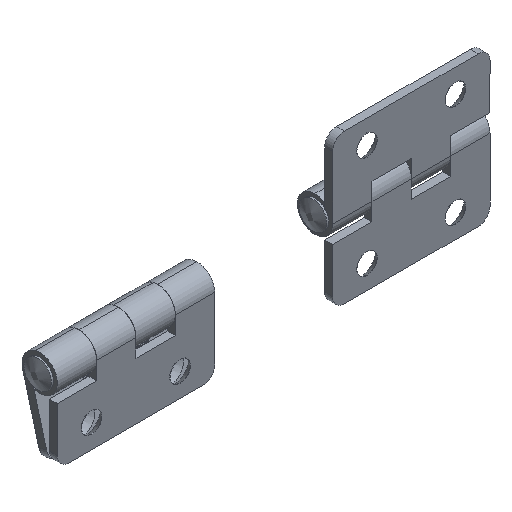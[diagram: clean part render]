
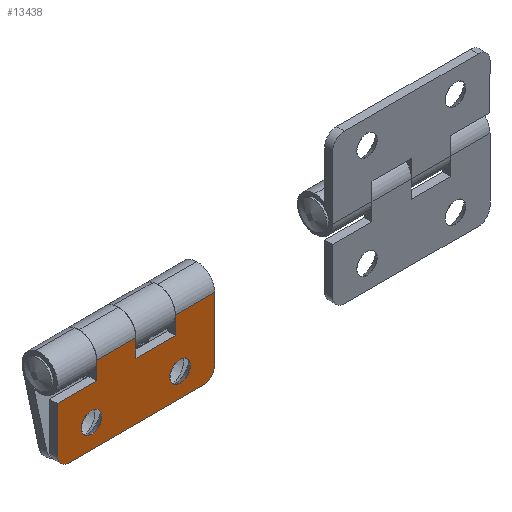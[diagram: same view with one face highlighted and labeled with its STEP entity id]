
A CAD part, isometric view. The second image highlights one B-rep face of the part: STEP entity #13438.
In plain terms, the highlighted planar face has unit normal (0, -1, 0).
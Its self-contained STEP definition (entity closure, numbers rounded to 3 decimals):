
#86 = ORIENTED_EDGE ( 'NONE', *, *, #12020, .T. ) ;
#95 = EDGE_CURVE ( 'NONE', #5482, #2685, #10054, .T. ) ;
#145 = VECTOR ( 'NONE', #1636, 1000. ) ;
#178 = CARTESIAN_POINT ( 'NONE',  ( 20., -4.5, 0. ) ) ;
#287 = LINE ( 'NONE', #731, #9912 ) ;
#576 = LINE ( 'NONE', #4993, #5699 ) ;
#731 = CARTESIAN_POINT ( 'NONE',  ( -20., -4.5, 0. ) ) ;
#817 = CARTESIAN_POINT ( 'NONE',  ( -17., -4.5, -19. ) ) ;
#833 = DIRECTION ( 'NONE',  ( 0., 0., -1. ) ) ;
#1093 = CIRCLE ( 'NONE', #4688, 2.6 ) ;
#1121 = ORIENTED_EDGE ( 'NONE', *, *, #10297, .T. ) ;
#1439 = DIRECTION ( 'NONE',  ( -1., 0., 0. ) ) ;
#1463 = CARTESIAN_POINT ( 'NONE',  ( 11.25, -4.5, -15.6 ) ) ;
#1490 = FACE_OUTER_BOUND ( 'NONE', #12759, .T. ) ;
#1555 = ORIENTED_EDGE ( 'NONE', *, *, #13127, .T. ) ;
#1636 = DIRECTION ( 'NONE',  ( -1., 0., 0. ) ) ;
#1683 = EDGE_CURVE ( 'NONE', #6352, #11357, #15593, .T. ) ;
#1834 = DIRECTION ( 'NONE',  ( 0., 0., -1. ) ) ;
#1899 = VERTEX_POINT ( 'NONE', #3305 ) ;
#1989 = CARTESIAN_POINT ( 'NONE',  ( -11.25, -4.5, -15.6 ) ) ;
#2115 = CARTESIAN_POINT ( 'NONE',  ( 20., -4.5, 0. ) ) ;
#2125 = VECTOR ( 'NONE', #833, 1000. ) ;
#2240 = VERTEX_POINT ( 'NONE', #7178 ) ;
#2685 = VERTEX_POINT ( 'NONE', #1989 ) ;
#2798 = EDGE_CURVE ( 'NONE', #8034, #15912, #576, .T. ) ;
#3051 = CARTESIAN_POINT ( 'NONE',  ( 20., -4.5, -19. ) ) ;
#3272 = DIRECTION ( 'NONE',  ( 0., 0., -1. ) ) ;
#3305 = CARTESIAN_POINT ( 'NONE',  ( 11.25, -4.5, -10.4 ) ) ;
#3400 = EDGE_CURVE ( 'NONE', #6352, #5019, #9990, .T. ) ;
#3442 = EDGE_LOOP ( 'NONE', ( #12554, #1555 ) ) ;
#3608 = DIRECTION ( 'NONE',  ( 0., 1., 0. ) ) ;
#3621 = PLANE ( 'NONE',  #7034 ) ;
#3734 = DIRECTION ( 'NONE',  ( 0., 0., 1. ) ) ;
#4116 = DIRECTION ( 'NONE',  ( 0., 0., 1. ) ) ;
#4264 = EDGE_CURVE ( 'NONE', #15449, #12428, #9516, .T. ) ;
#4371 = CARTESIAN_POINT ( 'NONE',  ( 17., -4.5, -16. ) ) ;
#4413 = CARTESIAN_POINT ( 'NONE',  ( -10., -4.5, -4.5 ) ) ;
#4688 = AXIS2_PLACEMENT_3D ( 'NONE', #10430, #15628, #8067 ) ;
#4803 = CIRCLE ( 'NONE', #13987, 2.6 ) ;
#4825 = FACE_BOUND ( 'NONE', #3442, .T. ) ;
#4839 = CARTESIAN_POINT ( 'NONE',  ( 10., -4.5, -4.5 ) ) ;
#4993 = CARTESIAN_POINT ( 'NONE',  ( 20., -4.5, 0. ) ) ;
#4999 = CARTESIAN_POINT ( 'NONE',  ( 20., -4.5, -16. ) ) ;
#5019 = VERTEX_POINT ( 'NONE', #4999 ) ;
#5063 = ORIENTED_EDGE ( 'NONE', *, *, #4264, .T. ) ;
#5252 = ORIENTED_EDGE ( 'NONE', *, *, #11603, .T. ) ;
#5482 = VERTEX_POINT ( 'NONE', #16118 ) ;
#5648 = DIRECTION ( 'NONE',  ( 0., -1., 0. ) ) ;
#5655 = ORIENTED_EDGE ( 'NONE', *, *, #8910, .T. ) ;
#5699 = VECTOR ( 'NONE', #16253, 1000. ) ;
#5815 = CIRCLE ( 'NONE', #6469, 3. ) ;
#5954 = ORIENTED_EDGE ( 'NONE', *, *, #15929, .T. ) ;
#5992 = DIRECTION ( 'NONE',  ( 0., 0., 1. ) ) ;
#6040 = AXIS2_PLACEMENT_3D ( 'NONE', #16140, #3608, #14812 ) ;
#6352 = VERTEX_POINT ( 'NONE', #11505 ) ;
#6469 = AXIS2_PLACEMENT_3D ( 'NONE', #4371, #5648, #10538 ) ;
#6778 = CIRCLE ( 'NONE', #6040, 2.6 ) ;
#6786 = CARTESIAN_POINT ( 'NONE',  ( 0., -4.5, -4.5 ) ) ;
#6865 = LINE ( 'NONE', #16355, #145 ) ;
#7014 = ORIENTED_EDGE ( 'NONE', *, *, #2798, .T. ) ;
#7034 = AXIS2_PLACEMENT_3D ( 'NONE', #8796, #12454, #3734 ) ;
#7056 = DIRECTION ( 'NONE',  ( 0., 0., 1. ) ) ;
#7155 = CARTESIAN_POINT ( 'NONE',  ( -20., -4.5, -4.5 ) ) ;
#7178 = CARTESIAN_POINT ( 'NONE',  ( 17., -4.5, -19. ) ) ;
#7341 = CARTESIAN_POINT ( 'NONE',  ( 10., -4.5, -4.5 ) ) ;
#7765 = ORIENTED_EDGE ( 'NONE', *, *, #1683, .T. ) ;
#8034 = VERTEX_POINT ( 'NONE', #12796 ) ;
#8067 = DIRECTION ( 'NONE',  ( 0., 0., 1. ) ) ;
#8114 = EDGE_LOOP ( 'NONE', ( #8244, #5954 ) ) ;
#8167 = DIRECTION ( 'NONE',  ( -1., 0., 0. ) ) ;
#8220 = LINE ( 'NONE', #8468, #2125 ) ;
#8244 = ORIENTED_EDGE ( 'NONE', *, *, #9072, .T. ) ;
#8413 = VECTOR ( 'NONE', #3272, 1000. ) ;
#8468 = CARTESIAN_POINT ( 'NONE',  ( -10., -4.5, -4.5 ) ) ;
#8530 = VECTOR ( 'NONE', #14957, 1000. ) ;
#8796 = CARTESIAN_POINT ( 'NONE',  ( 20., -4.5, 0. ) ) ;
#8910 = EDGE_CURVE ( 'NONE', #13041, #12142, #287, .T. ) ;
#9072 = EDGE_CURVE ( 'NONE', #1899, #12018, #4803, .T. ) ;
#9180 = FACE_BOUND ( 'NONE', #8114, .T. ) ;
#9516 = LINE ( 'NONE', #6786, #14292 ) ;
#9663 = DIRECTION ( 'NONE',  ( 0., -1., 0. ) ) ;
#9825 = AXIS2_PLACEMENT_3D ( 'NONE', #13548, #9663, #5992 ) ;
#9830 = EDGE_CURVE ( 'NONE', #12142, #15857, #13294, .T. ) ;
#9894 = ORIENTED_EDGE ( 'NONE', *, *, #9830, .T. ) ;
#9912 = VECTOR ( 'NONE', #1834, 1000. ) ;
#9990 = LINE ( 'NONE', #2115, #8413 ) ;
#10054 = CIRCLE ( 'NONE', #12229, 2.6 ) ;
#10297 = EDGE_CURVE ( 'NONE', #12428, #8034, #10814, .T. ) ;
#10428 = CARTESIAN_POINT ( 'NONE',  ( 0., -4.5, -4.5 ) ) ;
#10430 = CARTESIAN_POINT ( 'NONE',  ( -11.25, -4.5, -13. ) ) ;
#10498 = ORIENTED_EDGE ( 'NONE', *, *, #15262, .T. ) ;
#10501 = EDGE_CURVE ( 'NONE', #2240, #15857, #12601, .T. ) ;
#10528 = DIRECTION ( 'NONE',  ( -1., 0., 0. ) ) ;
#10538 = DIRECTION ( 'NONE',  ( 0., 0., 1. ) ) ;
#10620 = ORIENTED_EDGE ( 'NONE', *, *, #10501, .F. ) ;
#10704 = CARTESIAN_POINT ( 'NONE',  ( -20., -4.5, -16. ) ) ;
#10814 = LINE ( 'NONE', #14794, #15165 ) ;
#10841 = DIRECTION ( 'NONE',  ( 0., 1., 0. ) ) ;
#11357 = VERTEX_POINT ( 'NONE', #15103 ) ;
#11505 = CARTESIAN_POINT ( 'NONE',  ( 20., -4.5, 0. ) ) ;
#11603 = EDGE_CURVE ( 'NONE', #15912, #12563, #8220, .T. ) ;
#12018 = VERTEX_POINT ( 'NONE', #1463 ) ;
#12020 = EDGE_CURVE ( 'NONE', #12563, #13041, #6865, .T. ) ;
#12142 = VERTEX_POINT ( 'NONE', #10704 ) ;
#12229 = AXIS2_PLACEMENT_3D ( 'NONE', #15786, #10841, #7056 ) ;
#12428 = VERTEX_POINT ( 'NONE', #10428 ) ;
#12454 = DIRECTION ( 'NONE',  ( 0., 1., 0. ) ) ;
#12554 = ORIENTED_EDGE ( 'NONE', *, *, #95, .T. ) ;
#12563 = VERTEX_POINT ( 'NONE', #4413 ) ;
#12601 = LINE ( 'NONE', #3051, #13002 ) ;
#12759 = EDGE_LOOP ( 'NONE', ( #10620, #10498, #14330, #7765, #12905, #5063, #1121, #7014, #5252, #86, #5655, #9894 ) ) ;
#12796 = CARTESIAN_POINT ( 'NONE',  ( 0., -4.5, 0. ) ) ;
#12905 = ORIENTED_EDGE ( 'NONE', *, *, #14985, .T. ) ;
#13002 = VECTOR ( 'NONE', #8167, 1000. ) ;
#13041 = VERTEX_POINT ( 'NONE', #7155 ) ;
#13127 = EDGE_CURVE ( 'NONE', #2685, #5482, #1093, .T. ) ;
#13294 = CIRCLE ( 'NONE', #9825, 3. ) ;
#13438 = ADVANCED_FACE ( 'NONE', ( #9180, #4825, #1490 ), #3621, .F. ) ;
#13548 = CARTESIAN_POINT ( 'NONE',  ( -17., -4.5, -16. ) ) ;
#13987 = AXIS2_PLACEMENT_3D ( 'NONE', #14276, #15643, #4116 ) ;
#14276 = CARTESIAN_POINT ( 'NONE',  ( 11.25, -4.5, -13. ) ) ;
#14292 = VECTOR ( 'NONE', #10528, 1000. ) ;
#14330 = ORIENTED_EDGE ( 'NONE', *, *, #3400, .F. ) ;
#14794 = CARTESIAN_POINT ( 'NONE',  ( 0., -4.5, -4.5 ) ) ;
#14812 = DIRECTION ( 'NONE',  ( 0., 0., 1. ) ) ;
#14957 = DIRECTION ( 'NONE',  ( 0., 0., -1. ) ) ;
#14985 = EDGE_CURVE ( 'NONE', #11357, #15449, #15484, .T. ) ;
#15103 = CARTESIAN_POINT ( 'NONE',  ( 10., -4.5, 0. ) ) ;
#15165 = VECTOR ( 'NONE', #16230, 1000. ) ;
#15262 = EDGE_CURVE ( 'NONE', #2240, #5019, #5815, .T. ) ;
#15449 = VERTEX_POINT ( 'NONE', #4839 ) ;
#15484 = LINE ( 'NONE', #7341, #8530 ) ;
#15593 = LINE ( 'NONE', #178, #16176 ) ;
#15628 = DIRECTION ( 'NONE',  ( 0., 1., 0. ) ) ;
#15643 = DIRECTION ( 'NONE',  ( 0., 1., 0. ) ) ;
#15786 = CARTESIAN_POINT ( 'NONE',  ( -11.25, -4.5, -13. ) ) ;
#15857 = VERTEX_POINT ( 'NONE', #817 ) ;
#15912 = VERTEX_POINT ( 'NONE', #16028 ) ;
#15929 = EDGE_CURVE ( 'NONE', #12018, #1899, #6778, .T. ) ;
#16028 = CARTESIAN_POINT ( 'NONE',  ( -10., -4.5, 0. ) ) ;
#16118 = CARTESIAN_POINT ( 'NONE',  ( -11.25, -4.5, -10.4 ) ) ;
#16140 = CARTESIAN_POINT ( 'NONE',  ( 11.25, -4.5, -13. ) ) ;
#16176 = VECTOR ( 'NONE', #1439, 1000. ) ;
#16230 = DIRECTION ( 'NONE',  ( 0., 0., 1. ) ) ;
#16253 = DIRECTION ( 'NONE',  ( -1., 0., 0. ) ) ;
#16355 = CARTESIAN_POINT ( 'NONE',  ( -20., -4.5, -4.5 ) ) ;
